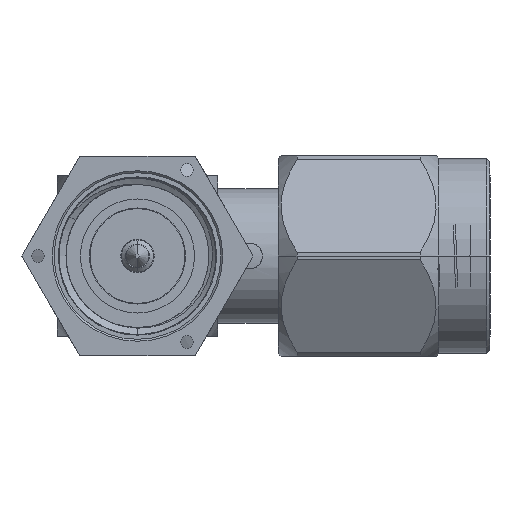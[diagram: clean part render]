
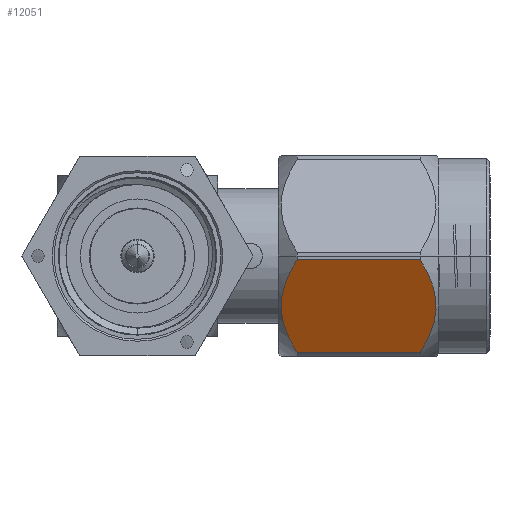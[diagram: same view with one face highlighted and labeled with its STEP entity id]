
A CAD part, left-side view. The second image highlights one B-rep face of the part: STEP entity #12051.
In plain terms, the highlighted face is planar.
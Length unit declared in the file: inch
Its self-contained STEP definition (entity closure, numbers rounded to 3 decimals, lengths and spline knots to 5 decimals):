
#151 = LINE ( 'NONE', #2991, #5168 ) ;
#246 = CARTESIAN_POINT ( 'NONE',  ( -0.11709, -0.10969, 0.22895 ) ) ;
#305 = CARTESIAN_POINT ( 'NONE',  ( -0.17052, -0.01716, 0.2417 ) ) ;
#753 = CARTESIAN_POINT ( 'NONE',  ( -0.1389, -0.07191, 0.46589 ) ) ;
#1141 = CARTESIAN_POINT ( 'NONE',  ( -0.18042, 0., 0.01 ) ) ;
#1208 = DIRECTION ( 'NONE',  ( -0.866, -0.5, 0. ) ) ;
#1353 = CARTESIAN_POINT ( 'NONE',  ( -0.1389, -0.07191, 0.22411 ) ) ;
#1423 = CARTESIAN_POINT ( 'NONE',  ( -0.16388, -0.02865, 0.23553 ) ) ;
#1454 = CARTESIAN_POINT ( 'NONE',  ( -0.17695, -0.00602, 0.4411 ) ) ;
#1507 = ORIENTED_EDGE ( 'NONE', *, *, #7451, .T. ) ;
#1633 = CARTESIAN_POINT ( 'NONE',  ( -0.09369, -0.15023, 0.4411 ) ) ;
#1998 = DIRECTION ( 'NONE',  ( 0.5, -0.866, 0. ) ) ;
#2483 = CARTESIAN_POINT ( 'NONE',  ( -0.10671, -0.12768, 0.45443 ) ) ;
#2524 = LINE ( 'NONE', #11058, #4674 ) ;
#2642 = ORIENTED_EDGE ( 'NONE', *, *, #9601, .T. ) ;
#2991 = CARTESIAN_POINT ( 'NONE',  ( -0.17695, -0.00602, 0.01 ) ) ;
#3824 = EDGE_LOOP ( 'NONE', ( #10319, #1507, #2642, #4935 ) ) ;
#3999 = CARTESIAN_POINT ( 'NONE',  ( -0.1001, -0.13912, 0.24171 ) ) ;
#4117 = CARTESIAN_POINT ( 'NONE',  ( -0.15342, -0.04677, 0.22888 ) ) ;
#4509 = CARTESIAN_POINT ( 'NONE',  ( -0.17695, -0.00602, 0.4411 ) ) ;
#4674 = VECTOR ( 'NONE', #10011, 39.37008 ) ;
#4736 = VERTEX_POINT ( 'NONE', #5582 ) ;
#4770 = PLANE ( 'NONE',  #5474 ) ;
#4926 = CARTESIAN_POINT ( 'NONE',  ( -0.1316, -0.08456, 0.22413 ) ) ;
#4935 = ORIENTED_EDGE ( 'NONE', *, *, #5174, .F. ) ;
#4997 = EDGE_CURVE ( 'NONE', #4736, #6922, #2524, .T. ) ;
#5168 = VECTOR ( 'NONE', #8685, 39.37008 ) ;
#5174 = EDGE_CURVE ( 'NONE', #4736, #11482, #6353, .T. ) ;
#5265 = CARTESIAN_POINT ( 'NONE',  ( -0.12063, -0.10356, 0.46282 ) ) ;
#5392 = CARTESIAN_POINT ( 'NONE',  ( -0.16388, -0.02865, 0.45447 ) ) ;
#5474 = AXIS2_PLACEMENT_3D ( 'NONE', #1141, #1208, #1998 ) ;
#5582 = CARTESIAN_POINT ( 'NONE',  ( -0.09369, -0.15023, 0.2489 ) ) ;
#5710 = FACE_OUTER_BOUND ( 'NONE', #3824, .T. ) ;
#5929 = CARTESIAN_POINT ( 'NONE',  ( -0.10671, -0.12768, 0.23557 ) ) ;
#5992 = CARTESIAN_POINT ( 'NONE',  ( -0.12792, -0.09094, 0.22475 ) ) ;
#6202 = CARTESIAN_POINT ( 'NONE',  ( -0.17052, -0.01716, 0.4483 ) ) ;
#6257 = CARTESIAN_POINT ( 'NONE',  ( -0.14981, -0.05302, 0.4629 ) ) ;
#6353 = B_SPLINE_CURVE_WITH_KNOTS ( 'NONE', 3,
 ( #6862, #3999, #5929, #246, #9816, #5992, #4926, #1353, #10742, #6994, #4117, #1423, #305, #9758 ),
 .UNSPECIFIED., .F., .F.,
 ( 4, 2, 2, 2, 2, 2, 4 ),
 ( 0., 0.00111, 0.00166, 0.00221, 0.00277, 0.00332, 0.00443 ),
 .UNSPECIFIED. ) ;
#6439 = CARTESIAN_POINT ( 'NONE',  ( -0.1001, -0.13912, 0.44829 ) ) ;
#6862 = CARTESIAN_POINT ( 'NONE',  ( -0.09369, -0.15023, 0.2489 ) ) ;
#6922 = VERTEX_POINT ( 'NONE', #11900 ) ;
#6994 = CARTESIAN_POINT ( 'NONE',  ( -0.14981, -0.05302, 0.2271 ) ) ;
#7307 = VERTEX_POINT ( 'NONE', #1454 ) ;
#7321 = CARTESIAN_POINT ( 'NONE',  ( -0.15342, -0.04677, 0.46112 ) ) ;
#7451 = EDGE_CURVE ( 'NONE', #6922, #7307, #8957, .T. ) ;
#8685 = DIRECTION ( 'NONE',  ( 0., 0., -1. ) ) ;
#8957 = B_SPLINE_CURVE_WITH_KNOTS ( 'NONE', 3,
 ( #1633, #6439, #2483, #9104, #5265, #9215, #11140, #753, #9278, #6257, #7321, #5392, #6202, #4509 ),
 .UNSPECIFIED., .F., .F.,
 ( 4, 2, 2, 2, 2, 2, 4 ),
 ( 0., 0.00111, 0.00166, 0.00221, 0.00277, 0.00332, 0.00443 ),
 .UNSPECIFIED. ) ;
#9104 = CARTESIAN_POINT ( 'NONE',  ( -0.11709, -0.10969, 0.46105 ) ) ;
#9215 = CARTESIAN_POINT ( 'NONE',  ( -0.12792, -0.09094, 0.46525 ) ) ;
#9278 = CARTESIAN_POINT ( 'NONE',  ( -0.14254, -0.0656, 0.46528 ) ) ;
#9601 = EDGE_CURVE ( 'NONE', #7307, #11482, #151, .T. ) ;
#9758 = CARTESIAN_POINT ( 'NONE',  ( -0.17695, -0.00602, 0.2489 ) ) ;
#9816 = CARTESIAN_POINT ( 'NONE',  ( -0.12063, -0.10356, 0.22718 ) ) ;
#10011 = DIRECTION ( 'NONE',  ( 0., 0., 1. ) ) ;
#10319 = ORIENTED_EDGE ( 'NONE', *, *, #4997, .T. ) ;
#10513 = CARTESIAN_POINT ( 'NONE',  ( -0.17695, -0.00602, 0.2489 ) ) ;
#10742 = CARTESIAN_POINT ( 'NONE',  ( -0.14254, -0.0656, 0.22472 ) ) ;
#11058 = CARTESIAN_POINT ( 'NONE',  ( -0.09369, -0.15023, 0.01 ) ) ;
#11140 = CARTESIAN_POINT ( 'NONE',  ( -0.1316, -0.08456, 0.46587 ) ) ;
#11482 = VERTEX_POINT ( 'NONE', #10513 ) ;
#11900 = CARTESIAN_POINT ( 'NONE',  ( -0.09369, -0.15023, 0.4411 ) ) ;
#12051 = ADVANCED_FACE ( 'NONE', ( #5710 ), #4770, .T. ) ;
